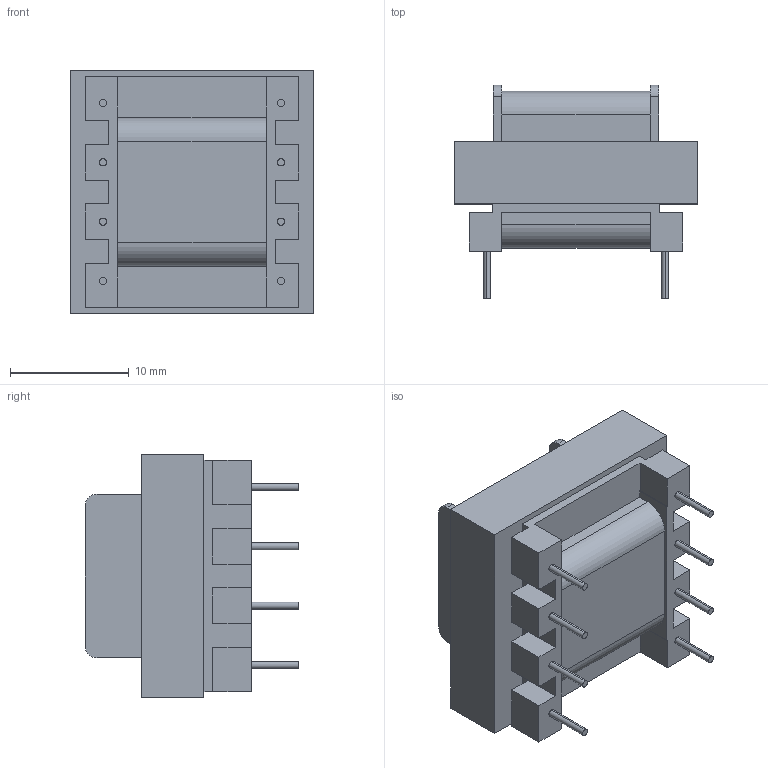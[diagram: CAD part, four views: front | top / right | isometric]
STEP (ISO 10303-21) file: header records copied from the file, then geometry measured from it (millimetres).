
FILE_DESCRIPTION (( 'STEP AP214' ), '1' );
FILE_NAME ('User Library-EF20 trafo.STEP', '2019-06-18T06:06:19', ( '' ), ( '' ), 'SwSTEP 2.0', 'SolidWorks 2019', '' );
FILE_SCHEMA (( 'AUTOMOTIVE_DESIGN' ));
Length unit declared in the file: millimetre
Products named in the file (1): User Library-EF20 trafo
Bounding box: 20.5 x 18 x 20.5 mm (x, y, z)
Volume: 3756.3 mm3; surface area: 2692 mm2
Topology: 1 solids, 1 shells, 105 faces, 276 edges, 184 vertices
Faces by surface type: plane 81, cylinder 24
Entity records: 3945 total; most frequent: CARTESIAN_POINT 566, ORIENTED_EDGE 552, DIRECTION 536, EDGE_CURVE 276, VECTOR 228, LINE 228, VERTEX_POINT 184, AXIS2_PLACEMENT_3D 154
